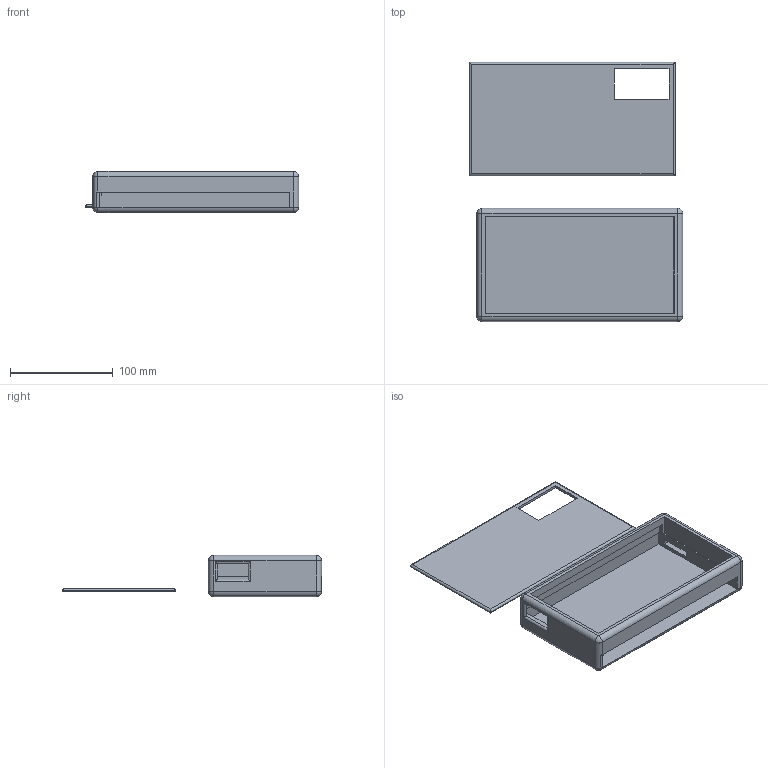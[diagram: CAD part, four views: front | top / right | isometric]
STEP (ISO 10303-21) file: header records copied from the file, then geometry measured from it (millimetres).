
FILE_DESCRIPTION(/* description */ (''),/* implementation_level */ '2;1');
FILE_NAME(/* name */ 'Configuration 2.step',/* time_stamp */ '2026-01-22T16:45:58+01:00',/* author */ (''),/* organization */ (''),/* preprocessor_version */ 'ST-DEVELOPER v20.1',/* originating_system */ 'Autodesk Translation Framework v14.21.0.0',/* authorisation */ '');
FILE_SCHEMA (('AUTOMOTIVE_DESIGN { 1 0 10303 214 3 1 1 }'));
Length unit declared in the file: millimetre
Products named in the file (1): Configuration 2
Bounding box: 207.29 x 251.81 x 40 mm (x, y, z)
Volume: 251735.6 mm3; surface area: 128206.5 mm2
Topology: 2 solids, 2 shells, 71 faces, 170 edges, 101 vertices
Faces by surface type: plane 43, cylinder 20, sphere 8
Entity records: 2050 total; most frequent: DIRECTION 348, CARTESIAN_POINT 343, ORIENTED_EDGE 340, EDGE_CURVE 170, LINE 136, VECTOR 136, AXIS2_PLACEMENT_3D 106, VERTEX_POINT 101
